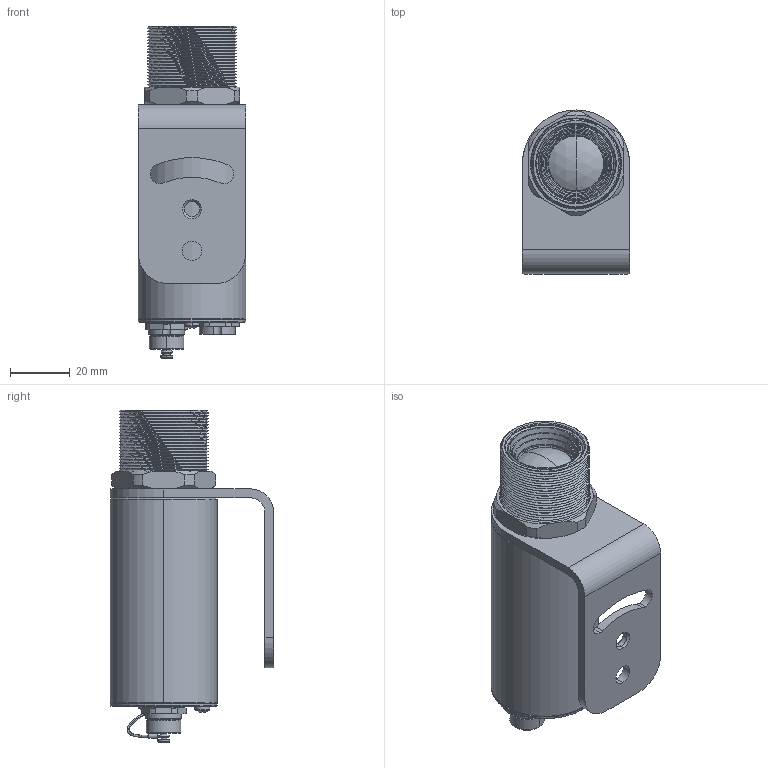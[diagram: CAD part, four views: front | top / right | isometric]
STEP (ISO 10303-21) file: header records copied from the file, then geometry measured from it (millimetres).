
FILE_DESCRIPTION (( 'STEP AP214' ), '1' );
FILE_NAME ('9R150-29 Xi-410-HFOV-29G.STEP', '2021-07-13T13:54:37', ( '' ), ( '' ), 'SwSTEP 2.0', 'SolidWorks 2019', '' );
FILE_SCHEMA (( 'AUTOMOTIVE_DESIGN' ));
Length unit declared in the file: millimetre
Products named in the file (31): 63118 O-Ring 18,5x1,5; 1R022-16 Frontschraubring-429-III; 63125 O-Ring 25,5x1,5; 1R085-B Linse2-F13-384-GE-p17-RevB; 1R002 Rückwand; 63001 O-Ring NBR 2,5 x 1; 9R002-1 Rückwand-8Bu-5Bu; 1R029 Montagewinkel-Xi; 1C517 Mutter M30x1; 9P834-1B RW-LP-2Bu-8p-5p; 61253 Linsenschraube KS DIN 7985 VZ M2,5x3; 1R001-3 Gehäuserohr-384; 9R150-29 Xi-410-HFOV-29G; 9R015-57 Optikgruppe 429-III-SZ; 63033 O-Ring 33,5 x 1; 63033 O-Ring 33,5 x 1_O-Ring 38 x 1,5; 51101 Schutzkappe-712 FD; 63001 O-Ring NBR 2,5 x 1_O-Ring 2,5 x 1
Assembly tree (17 placements, depth 3):
  63125 O-Ring 25,5x1,5
  63001 O-Ring NBR 2,5 x 1
  1R022-16 Frontschraubring-429-III
  63118 O-Ring 18,5x1,5
  1C517 Mutter M30x1
Bounding box: 36 x 55 x 111.5 mm (x, y, z)
Volume: 29063.1 mm3; surface area: 43744.5 mm2
Topology: 24 solids, 24 shells, 1115 faces, 2727 edges, 1705 vertices
Faces by surface type: cylinder 365, cone 303, plane 283, bspline 84, torus 74, sphere 6
Entity records: 45633 total; most frequent: CARTESIAN_POINT 13555, DIRECTION 5220, ORIENTED_EDGE 4996, EDGE_CURVE 2498, AXIS2_PLACEMENT_3D 2180, VERTEX_POINT 1589, CIRCLE 1199, EDGE_LOOP 1191
